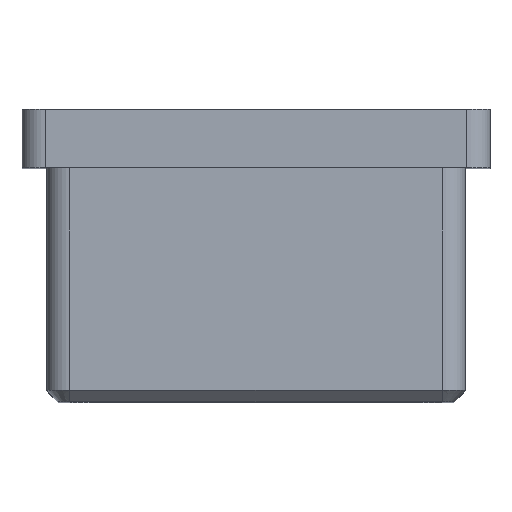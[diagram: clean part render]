
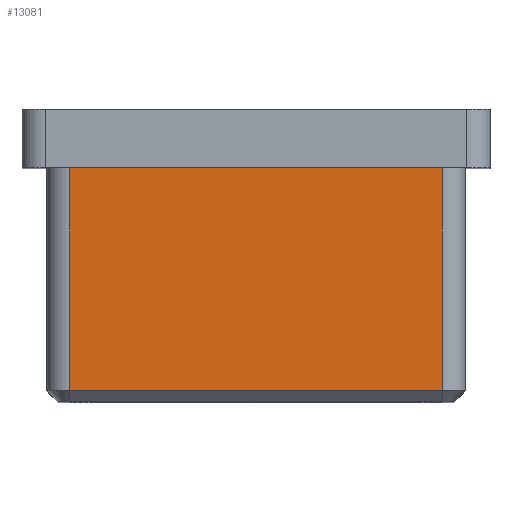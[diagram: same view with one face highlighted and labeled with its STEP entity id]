
A CAD part, top view. The second image highlights one B-rep face of the part: STEP entity #13081.
In plain terms, the highlighted planar face has unit normal (0, 0, 1).
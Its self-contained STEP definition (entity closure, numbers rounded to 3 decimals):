
#421 = VERTEX_POINT ( 'NONE', #13328 ) ;
#1140 = DIRECTION ( 'NONE',  ( -1., 0., 0. ) ) ;
#1721 = EDGE_LOOP ( 'NONE', ( #8275, #8311, #11586, #7834 ) ) ;
#3784 = EDGE_CURVE ( 'NONE', #8509, #421, #4536, .T. ) ;
#3984 = CARTESIAN_POINT ( 'NONE',  ( 15.9, -20., 17.9 ) ) ;
#4536 = LINE ( 'NONE', #16659, #5942 ) ;
#4606 = LINE ( 'NONE', #3984, #9700 ) ;
#5942 = VECTOR ( 'NONE', #6327, 1000. ) ;
#6327 = DIRECTION ( 'NONE',  ( 1., 0., 0. ) ) ;
#6505 = EDGE_CURVE ( 'NONE', #9741, #8509, #15438, .T. ) ;
#6672 = CARTESIAN_POINT ( 'NONE',  ( -15.9, -20., 17.9 ) ) ;
#7417 = CARTESIAN_POINT ( 'NONE',  ( -15.9, -19., 17.9 ) ) ;
#7833 = CARTESIAN_POINT ( 'NONE',  ( 15.9, 0., 17.9 ) ) ;
#7834 = ORIENTED_EDGE ( 'NONE', *, *, #13625, .T. ) ;
#8098 = DIRECTION ( 'NONE',  ( 0., -1., 0. ) ) ;
#8275 = ORIENTED_EDGE ( 'NONE', *, *, #6505, .T. ) ;
#8311 = ORIENTED_EDGE ( 'NONE', *, *, #3784, .T. ) ;
#8405 = VERTEX_POINT ( 'NONE', #7833 ) ;
#8509 = VERTEX_POINT ( 'NONE', #7417 ) ;
#9011 = DIRECTION ( 'NONE',  ( 0., 0., -1. ) ) ;
#9170 = DIRECTION ( 'NONE',  ( -1., 0., 0. ) ) ;
#9176 = VECTOR ( 'NONE', #8098, 1000. ) ;
#9700 = VECTOR ( 'NONE', #15792, 1000. ) ;
#9741 = VERTEX_POINT ( 'NONE', #14292 ) ;
#9929 = LINE ( 'NONE', #16752, #11741 ) ;
#10668 = FACE_OUTER_BOUND ( 'NONE', #1721, .T. ) ;
#11586 = ORIENTED_EDGE ( 'NONE', *, *, #15369, .T. ) ;
#11741 = VECTOR ( 'NONE', #1140, 1000. ) ;
#13081 = ADVANCED_FACE ( 'NONE', ( #10668 ), #16905, .F. ) ;
#13328 = CARTESIAN_POINT ( 'NONE',  ( 15.9, -19., 17.9 ) ) ;
#13625 = EDGE_CURVE ( 'NONE', #8405, #9741, #9929, .T. ) ;
#14292 = CARTESIAN_POINT ( 'NONE',  ( -15.9, 0., 17.9 ) ) ;
#15369 = EDGE_CURVE ( 'NONE', #421, #8405, #4606, .T. ) ;
#15438 = LINE ( 'NONE', #6672, #9176 ) ;
#15792 = DIRECTION ( 'NONE',  ( 0., 1., 0. ) ) ;
#16272 = AXIS2_PLACEMENT_3D ( 'NONE', #16737, #9011, #9170 ) ;
#16659 = CARTESIAN_POINT ( 'NONE',  ( 15.9, -19., 17.9 ) ) ;
#16737 = CARTESIAN_POINT ( 'NONE',  ( -17.9, -20., 17.9 ) ) ;
#16752 = CARTESIAN_POINT ( 'NONE',  ( -17.9, 0., 17.9 ) ) ;
#16905 = PLANE ( 'NONE',  #16272 ) ;
